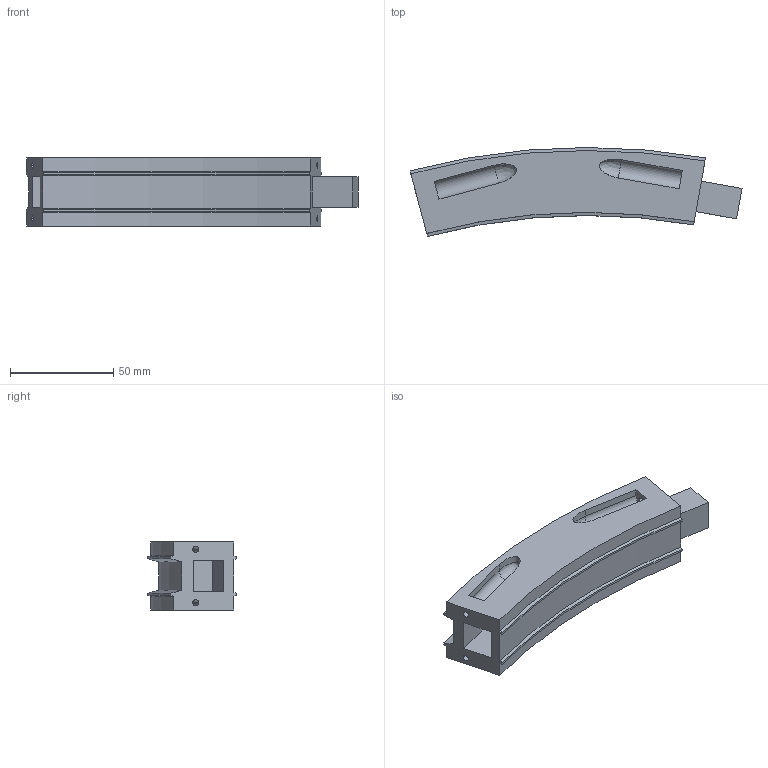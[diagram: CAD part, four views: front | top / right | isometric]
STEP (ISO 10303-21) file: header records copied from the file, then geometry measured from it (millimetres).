
FILE_DESCRIPTION (( 'STEP AP203' ), '1' );
FILE_NAME ('B1_3_Default_sldprt.STEP', '2018-04-16T08:21:09', ( '' ), ( '' ), 'SwSTEP 2.0', 'SolidWorks 2016', '' );
FILE_SCHEMA (( 'CONFIG_CONTROL_DESIGN' ));
Length unit declared in the file: millimetre
Products named in the file (1): B1_3_Default_sldprt
Bounding box: 161.06 x 43.17 x 33 mm (x, y, z)
Volume: 104896.5 mm3; surface area: 30908.3 mm2
Topology: 2 solids, 3 shells, 71 faces, 180 edges, 116 vertices
Faces by surface type: plane 31, cylinder 24, cone 8, bspline 8
Entity records: 2251 total; most frequent: CARTESIAN_POINT 488, ORIENTED_EDGE 352, DIRECTION 340, EDGE_CURVE 176, VERTEX_POINT 116, LINE 116, VECTOR 116, AXIS2_PLACEMENT_3D 112
